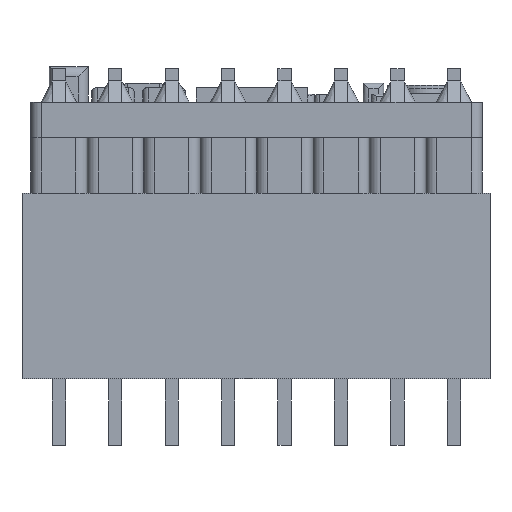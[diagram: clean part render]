
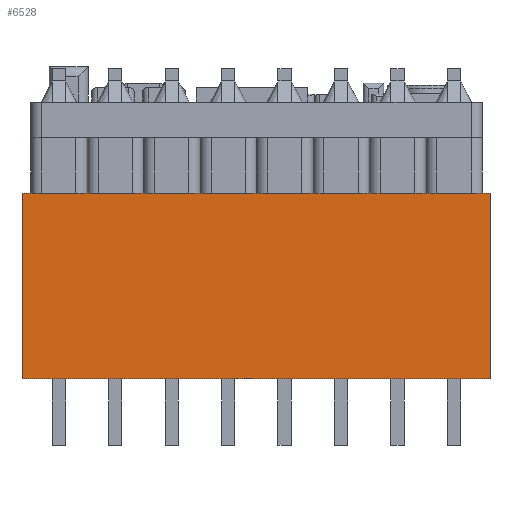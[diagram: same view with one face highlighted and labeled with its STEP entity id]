
A CAD part, left-side view. The second image highlights one B-rep face of the part: STEP entity #6528.
In plain terms, the highlighted planar face has unit normal (-1, 0, 0).
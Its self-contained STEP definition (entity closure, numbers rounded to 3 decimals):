
#6528=ADVANCED_FACE('',(#7483),#21684,.T.);
#7483=FACE_OUTER_BOUND('',#8501,.T.);
#8501=EDGE_LOOP('',(#13265,#13266,#13267,#13268));
#13265=ORIENTED_EDGE('',*,*,#16234,.F.);
#13266=ORIENTED_EDGE('',*,*,#16056,.F.);
#13267=ORIENTED_EDGE('',*,*,#16232,.T.);
#13268=ORIENTED_EDGE('',*,*,#16131,.T.);
#16056=EDGE_CURVE('',#20680,#20681,#18686,.T.);
#16131=EDGE_CURVE('',#20731,#20732,#18761,.T.);
#16232=EDGE_CURVE('',#20680,#20731,#18862,.T.);
#16234=EDGE_CURVE('',#20681,#20732,#18864,.T.);
#18686=B_SPLINE_CURVE_WITH_KNOTS('',1,(#34269,#34270),.UNSPECIFIED.,.F.,
 .F.,(2,2),(0.,8.35),.UNSPECIFIED.);
#18761=B_SPLINE_CURVE_WITH_KNOTS('',1,(#34463,#34464),.UNSPECIFIED.,.F.,
 .F.,(2,2),(0.,8.35),.UNSPECIFIED.);
#18862=B_SPLINE_CURVE_WITH_KNOTS('',1,(#34841,#34842),.UNSPECIFIED.,.F.,
 .F.,(2,2),(0.,21.06),.UNSPECIFIED.);
#18864=B_SPLINE_CURVE_WITH_KNOTS('',1,(#34845,#34846),.UNSPECIFIED.,.F.,
 .F.,(2,2),(0.,21.06),.UNSPECIFIED.);
#20680=VERTEX_POINT('',#33776);
#20681=VERTEX_POINT('',#33777);
#20731=VERTEX_POINT('',#33827);
#20732=VERTEX_POINT('',#33828);
#21684=PLANE('',#22546);
#22546=AXIS2_PLACEMENT_3D('',#33693,#23391,$);
#23391=DIRECTION('',(-1.,0.,0.));
#33693=CARTESIAN_POINT('',(-7.385,10.548,0.));
#33776=CARTESIAN_POINT('',(-7.385,10.548,0.));
#33777=CARTESIAN_POINT('',(-7.385,10.548,8.35));
#33827=CARTESIAN_POINT('',(-7.385,-10.513,0.));
#33828=CARTESIAN_POINT('',(-7.385,-10.513,8.35));
#34269=CARTESIAN_POINT('',(-7.385,10.548,0.));
#34270=CARTESIAN_POINT('',(-7.385,10.548,8.35));
#34463=CARTESIAN_POINT('',(-7.385,-10.513,0.));
#34464=CARTESIAN_POINT('',(-7.385,-10.513,8.35));
#34841=CARTESIAN_POINT('',(-7.385,10.548,0.));
#34842=CARTESIAN_POINT('',(-7.385,-10.513,0.));
#34845=CARTESIAN_POINT('',(-7.385,10.548,8.35));
#34846=CARTESIAN_POINT('',(-7.385,-10.513,8.35));
